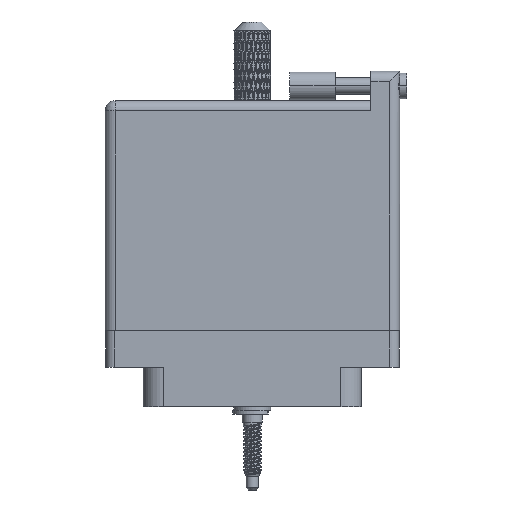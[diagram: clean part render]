
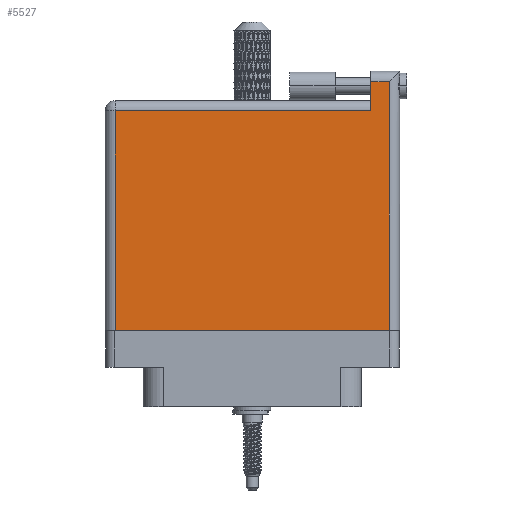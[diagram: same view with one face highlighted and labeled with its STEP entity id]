
A CAD part, front view. The second image highlights one B-rep face of the part: STEP entity #5527.
In plain terms, the highlighted face is planar.
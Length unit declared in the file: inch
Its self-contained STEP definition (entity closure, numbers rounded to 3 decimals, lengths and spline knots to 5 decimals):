
#3982 = EDGE_CURVE ( 'NONE', #91464, #32031, #43694, .T. ) ;
#5148 = EDGE_CURVE ( 'NONE', #38623, #61525, #44148, .T. ) ;
#5527 = ADVANCED_FACE ( 'NONE', ( #57171 ), #90272, .F. ) ;
#6653 = CARTESIAN_POINT ( 'NONE',  ( -1.004, -0.1, 0.4495 ) ) ;
#7674 = VECTOR ( 'NONE', #48330, 39.37008 ) ;
#8510 = CARTESIAN_POINT ( 'NONE',  ( 0.807, 1.666, 0.4495 ) ) ;
#8536 = VERTEX_POINT ( 'NONE', #95980 ) ;
#11973 = VECTOR ( 'NONE', #88439, 39.37008 ) ;
#12947 = VECTOR ( 'NONE', #42654, 39.37008 ) ;
#13645 = CARTESIAN_POINT ( 'NONE',  ( -1.004, 1.396, 0.4495 ) ) ;
#17081 = EDGE_CURVE ( 'NONE', #8536, #43815, #91817, .T. ) ;
#20887 = ORIENTED_EDGE ( 'NONE', *, *, #17081, .T. ) ;
#22143 = LINE ( 'NONE', #6653, #7674 ) ;
#23546 = ORIENTED_EDGE ( 'NONE', *, *, #100224, .T. ) ;
#25062 = AXIS2_PLACEMENT_3D ( 'NONE', #89751, #49143, #33670 ) ;
#26636 = CARTESIAN_POINT ( 'NONE',  ( -0.934, -0.1, 0.4495 ) ) ;
#26921 = ORIENTED_EDGE ( 'NONE', *, *, #48659, .T. ) ;
#28126 = CARTESIAN_POINT ( 'NONE',  ( 0.934, 1.666, 0.4495 ) ) ;
#32031 = VERTEX_POINT ( 'NONE', #77888 ) ;
#33643 = DIRECTION ( 'NONE',  ( 0., -1., 0. ) ) ;
#33670 = DIRECTION ( 'NONE',  ( -1., 0., 0. ) ) ;
#35726 = LINE ( 'NONE', #74680, #78723 ) ;
#38623 = VERTEX_POINT ( 'NONE', #45383 ) ;
#42654 = DIRECTION ( 'NONE',  ( 0., -1., 0. ) ) ;
#43694 = LINE ( 'NONE', #26636, #12947 ) ;
#43815 = VERTEX_POINT ( 'NONE', #80723 ) ;
#44148 = LINE ( 'NONE', #28126, #81275 ) ;
#45383 = CARTESIAN_POINT ( 'NONE',  ( 0.934, -0.1, 0.4495 ) ) ;
#47426 = ORIENTED_EDGE ( 'NONE', *, *, #79002, .T. ) ;
#48330 = DIRECTION ( 'NONE',  ( 1., 0., 0. ) ) ;
#48659 = EDGE_CURVE ( 'NONE', #43815, #91464, #64363, .T. ) ;
#49143 = DIRECTION ( 'NONE',  ( 0., 0., -1. ) ) ;
#57171 = FACE_OUTER_BOUND ( 'NONE', #66359, .T. ) ;
#57603 = CARTESIAN_POINT ( 'NONE',  ( 0.934, 1.596, 0.4495 ) ) ;
#60440 = ORIENTED_EDGE ( 'NONE', *, *, #3982, .T. ) ;
#60666 = DIRECTION ( 'NONE',  ( 0., 1., 0. ) ) ;
#61525 = VERTEX_POINT ( 'NONE', #57603 ) ;
#64078 = VECTOR ( 'NONE', #33643, 39.37008 ) ;
#64363 = LINE ( 'NONE', #13645, #11973 ) ;
#66359 = EDGE_LOOP ( 'NONE', ( #23546, #99199, #47426, #20887, #26921, #60440 ) ) ;
#74680 = CARTESIAN_POINT ( 'NONE',  ( -1.004, 1.596, 0.4495 ) ) ;
#77888 = CARTESIAN_POINT ( 'NONE',  ( -0.934, -0.1, 0.4495 ) ) ;
#78723 = VECTOR ( 'NONE', #84831, 39.37008 ) ;
#79002 = EDGE_CURVE ( 'NONE', #61525, #8536, #35726, .T. ) ;
#80723 = CARTESIAN_POINT ( 'NONE',  ( 0.807, 1.396, 0.4495 ) ) ;
#81275 = VECTOR ( 'NONE', #60666, 39.37008 ) ;
#84831 = DIRECTION ( 'NONE',  ( -1., 0., 0. ) ) ;
#88439 = DIRECTION ( 'NONE',  ( -1., 0., 0. ) ) ;
#89751 = CARTESIAN_POINT ( 'NONE',  ( -1.004, 1.466, 0.4495 ) ) ;
#90272 = PLANE ( 'NONE',  #25062 ) ;
#91464 = VERTEX_POINT ( 'NONE', #105064 ) ;
#91817 = LINE ( 'NONE', #8510, #64078 ) ;
#95980 = CARTESIAN_POINT ( 'NONE',  ( 0.807, 1.596, 0.4495 ) ) ;
#99199 = ORIENTED_EDGE ( 'NONE', *, *, #5148, .T. ) ;
#100224 = EDGE_CURVE ( 'NONE', #32031, #38623, #22143, .T. ) ;
#105064 = CARTESIAN_POINT ( 'NONE',  ( -0.934, 1.396, 0.4495 ) ) ;
